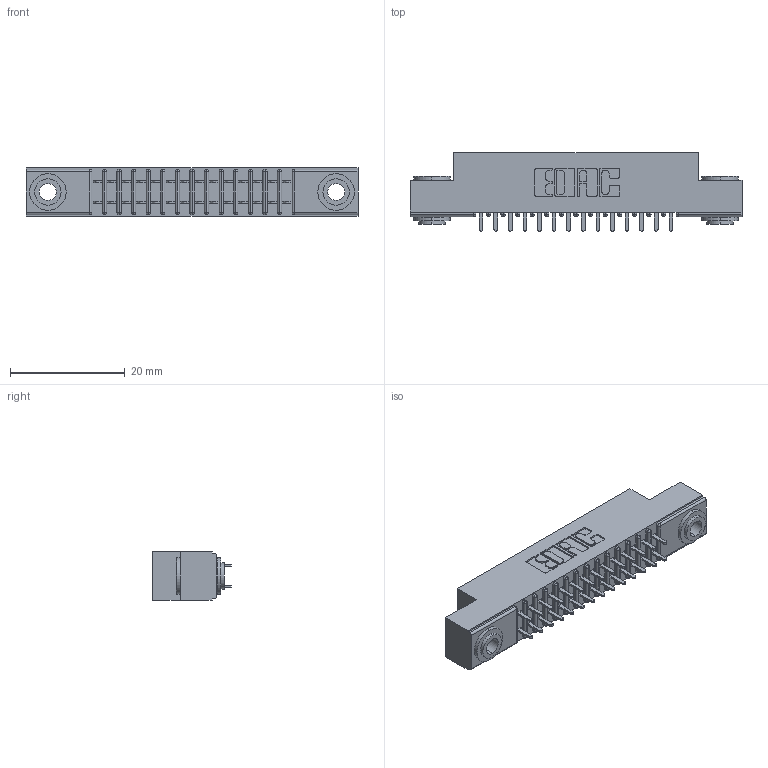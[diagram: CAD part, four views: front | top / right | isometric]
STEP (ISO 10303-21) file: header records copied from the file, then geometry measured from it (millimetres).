
FILE_DESCRIPTION (( 'STEP AP203' ), '1' );
FILE_NAME ('341-028-524-203.STEP', '2018-08-06T19:31:28', ( '' ), ( '' ), 'SwSTEP 2.0', 'SolidWorks 2016', '' );
FILE_SCHEMA (( 'CONFIG_CONTROL_DESIGN' ));
Length unit declared in the file: inch
Products named in the file (4): 341 Part_.156 (3.96) Dia Mounting Holes; 341-292-001_341-292-124; 345-250-002_345-250-002-102; 341-028-524-203
Assembly tree (31 placements, depth 2):
  341-028-524-203
    341 Part_.156 (3.96) Dia Mounting Holes
    341-292-001_341-292-124  x28
    345-250-002_345-250-002-102  x2
Bounding box: 57.78 x 13.64 x 8.38 mm (x, y, z)
Volume: 3310.3 mm3; surface area: 6592.6 mm2
Topology: 31 solids, 31 shells, 2016 faces, 5790 edges, 3750 vertices
Faces by surface type: plane 1212, cylinder 740, sphere 30, torus 26, cone 8
Entity records: 21738 total; most frequent: CARTESIAN_POINT 3595, ORIENTED_EDGE 3560, DIRECTION 3524, EDGE_CURVE 1780, VECTOR 1398, LINE 1398, VERTEX_POINT 1134, AXIS2_PLACEMENT_3D 1063
